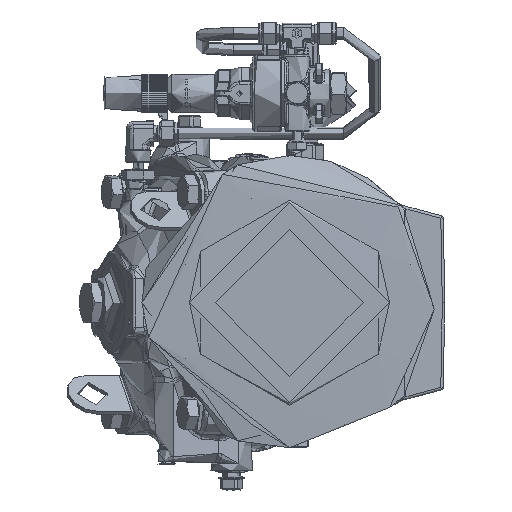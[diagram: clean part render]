
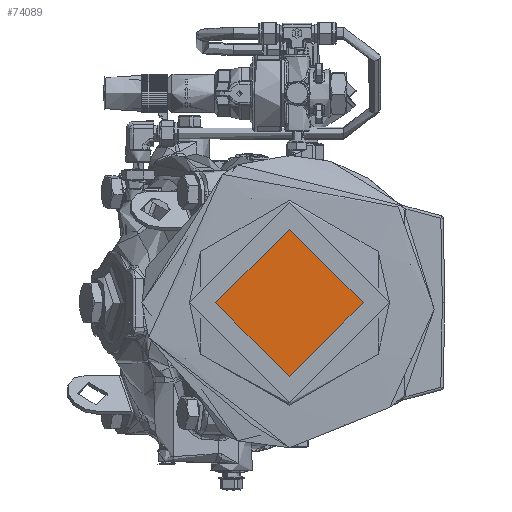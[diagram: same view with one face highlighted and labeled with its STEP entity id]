
A CAD part, left-side view. The second image highlights one B-rep face of the part: STEP entity #74089.
In plain terms, the highlighted planar face has unit normal (-1, 0, 0).
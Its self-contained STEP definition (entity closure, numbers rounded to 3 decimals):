
#8933 = CARTESIAN_POINT ( 'NONE',  ( -175., 0., 0. ) ) ;
#18610 = PLANE ( 'NONE',  #151356 ) ;
#35665 = CARTESIAN_POINT ( 'NONE',  ( -175., 0., 0. ) ) ;
#42388 = ORIENTED_EDGE ( 'NONE', *, *, #105822, .T. ) ;
#54128 = EDGE_LOOP ( 'NONE', ( #42388 ) ) ;
#62633 = VERTEX_POINT ( 'NONE', #94407 ) ;
#72084 = DIRECTION ( 'NONE',  ( 0., 0., 1. ) ) ;
#74089 = ADVANCED_FACE ( 'NONE', ( #194269 ), #18610, .T. ) ;
#83173 = CIRCLE ( 'NONE', #131423, 57.508 ) ;
#94407 = CARTESIAN_POINT ( 'NONE',  ( -175., 0., 57.508 ) ) ;
#105822 = EDGE_CURVE ( 'NONE', #62633, #62633, #83173, .T. ) ;
#119343 = DIRECTION ( 'NONE',  ( 0., 0., 1. ) ) ;
#130203 = DIRECTION ( 'NONE',  ( -1., 0., 0. ) ) ;
#131423 = AXIS2_PLACEMENT_3D ( 'NONE', #8933, #130203, #72084 ) ;
#151356 = AXIS2_PLACEMENT_3D ( 'NONE', #35665, #239730, #119343 ) ;
#194269 = FACE_OUTER_BOUND ( 'NONE', #54128, .T. ) ;
#239730 = DIRECTION ( 'NONE',  ( -1., 0., 0. ) ) ;
